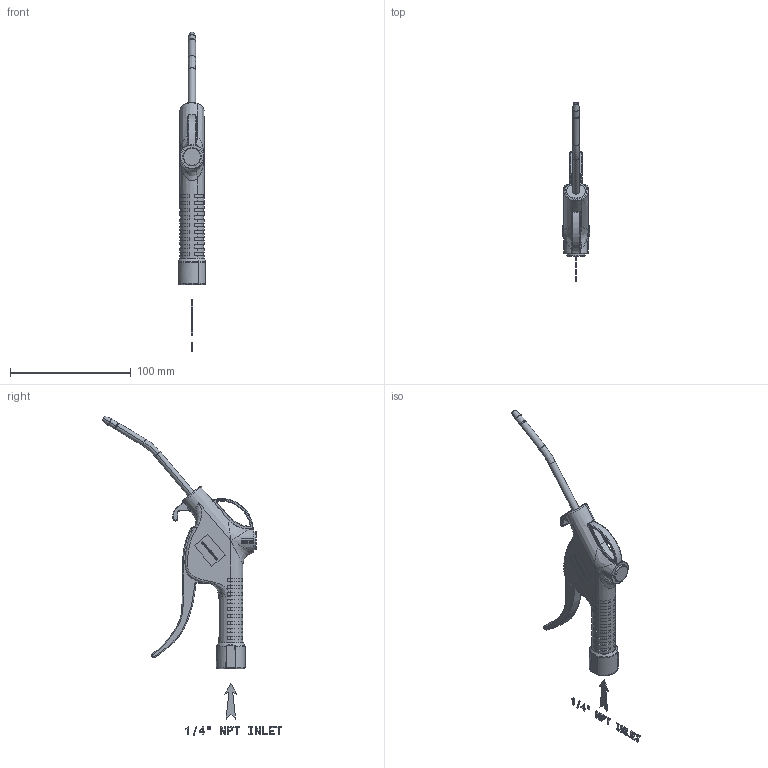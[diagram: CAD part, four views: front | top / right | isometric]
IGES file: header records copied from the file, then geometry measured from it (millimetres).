
Start section: START RECORD GO HERE.
Global section: file name: Safety Gun - 1.igs; native system: DASSAULT SYSTEMES CATIA V5 R20 - www.3ds.com; preprocessor: CATIA Version 5 Release 20 ; author: Chirag Shah; organization: INTRITECH; date: 20190123.142518; units: millimetre
Bounding box: 22.5 x 148.75 x 265.09 mm (x, y, z)
Volume: 87081.3 mm3; surface area: 28300.8 mm2
Topology: 18 solids, 18 shells, 6127 faces, 17998 edges, 11945 vertices
Faces by surface type: plane 5861, revolution 158, bspline 102, extrusion 6
